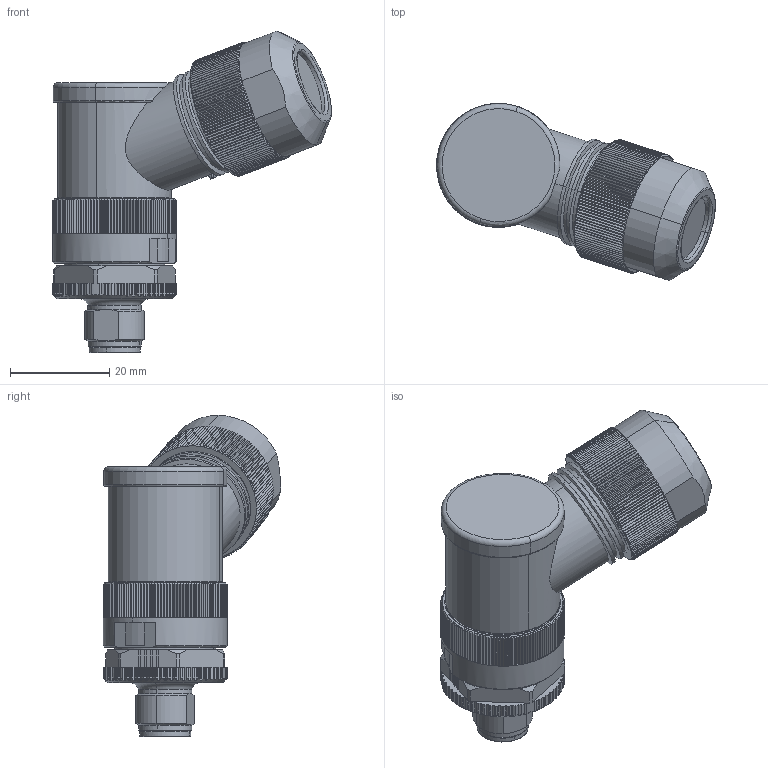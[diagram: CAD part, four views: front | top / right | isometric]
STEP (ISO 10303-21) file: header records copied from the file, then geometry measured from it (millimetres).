
FILE_DESCRIPTION(('CATIA V5 STEP Exchange','CAx-IF Rec.Pracs.--- Model Styling and Organization---1.5--- 2016-08-15','CAx-IF Rec.Pracs.---Supplemental Geometry---1.0---2011-11-01','CAx-IF Rec.Pracs.--- Composite Materials ---1.1---2010-07-15'),'2;1');
FILE_NAME ('1341179-2_0', '2025-11-24T10:10:24+00:00', ('none'), ('Weidmueller'), 'CATIA Version 5-6 Release 2024 SP4', 'CATIA V5 STEP AP214 v3', 'none');
FILE_SCHEMA(('AUTOMOTIVE_DESIGN { 1 0 10303 214 1 1 1 1 }'));
Products named in the file (1): 2812430000
Bounding box: 56.27 x 35.8 x 64.82 mm (x, y, z)
Volume: 33525.4 mm3; surface area: 9105.9 mm2
Topology: 1 solids, 5 shells, 1422 faces, 4144 edges, 2721 vertices
Faces by surface type: plane 848, cylinder 439, torus 63, cone 46, sphere 18, bspline 8
Entity records: 48433 total; most frequent: CARTESIAN_POINT 15126, ORIENTED_EDGE 8244, DIRECTION 4676, EDGE_CURVE 4122, VERTEX_POINT 2721, AXIS2_PLACEMENT_3D 1980, VECTOR 1750, LINE 1750
